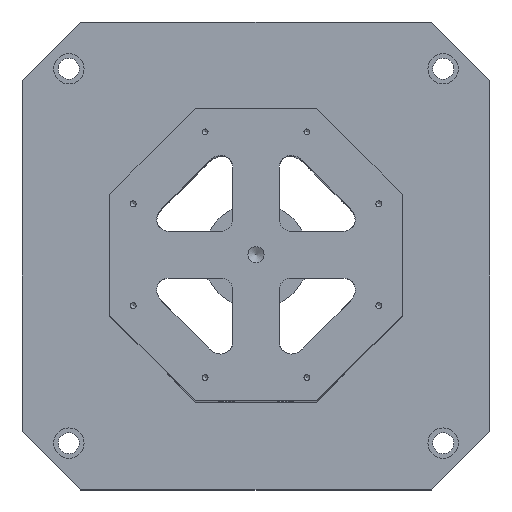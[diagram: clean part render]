
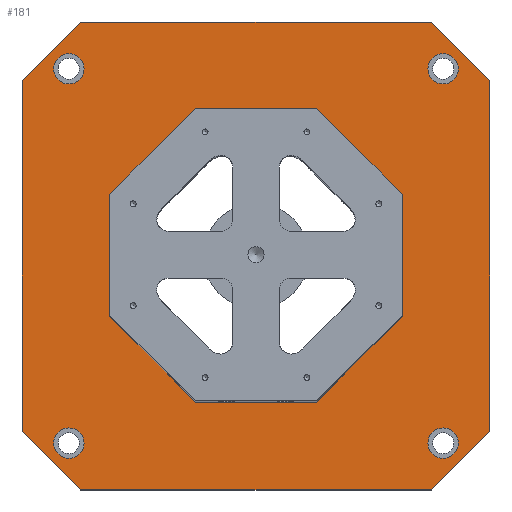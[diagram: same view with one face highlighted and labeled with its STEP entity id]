
A CAD part, top view. The second image highlights one B-rep face of the part: STEP entity #181.
In plain terms, the highlighted planar face has unit normal (0, 0, 1).
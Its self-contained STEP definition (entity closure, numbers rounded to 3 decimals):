
#181 = ADVANCED_FACE( '', ( #1021, #1022, #1023, #1024, #1025, #1026 ), #1027, .T. );
#1021 = FACE_BOUND( '', #2608, .T. );
#1022 = FACE_BOUND( '', #2609, .T. );
#1023 = FACE_BOUND( '', #2610, .T. );
#1024 = FACE_BOUND( '', #2611, .T. );
#1025 = FACE_BOUND( '', #2612, .T. );
#1026 = FACE_OUTER_BOUND( '', #2613, .T. );
#1027 = PLANE( '', #2614 );
#2608 = EDGE_LOOP( '', ( #4981 ) );
#2609 = EDGE_LOOP( '', ( #4982 ) );
#2610 = EDGE_LOOP( '', ( #4983 ) );
#2611 = EDGE_LOOP( '', ( #4984 ) );
#2612 = EDGE_LOOP( '', ( #4985, #4986, #4987, #4988, #4989, #4990, #4991, #4992 ) );
#2613 = EDGE_LOOP( '', ( #4993, #4994, #4995, #4996, #4997, #4998, #4999, #5000 ) );
#2614 = AXIS2_PLACEMENT_3D( '', #5001, #5002, #5003 );
#4981 = ORIENTED_EDGE( '', *, *, #7722, .T. );
#4982 = ORIENTED_EDGE( '', *, *, #7726, .T. );
#4983 = ORIENTED_EDGE( '', *, *, #7730, .T. );
#4984 = ORIENTED_EDGE( '', *, *, #7734, .T. );
#4985 = ORIENTED_EDGE( '', *, *, #8283, .F. );
#4986 = ORIENTED_EDGE( '', *, *, #8259, .F. );
#4987 = ORIENTED_EDGE( '', *, *, #8235, .F. );
#4988 = ORIENTED_EDGE( '', *, *, #8211, .F. );
#4989 = ORIENTED_EDGE( '', *, *, #8187, .F. );
#4990 = ORIENTED_EDGE( '', *, *, #8163, .F. );
#4991 = ORIENTED_EDGE( '', *, *, #8139, .F. );
#4992 = ORIENTED_EDGE( '', *, *, #8116, .F. );
#4993 = ORIENTED_EDGE( '', *, *, #8312, .T. );
#4994 = ORIENTED_EDGE( '', *, *, #8313, .T. );
#4995 = ORIENTED_EDGE( '', *, *, #7931, .T. );
#4996 = ORIENTED_EDGE( '', *, *, #7466, .T. );
#4997 = ORIENTED_EDGE( '', *, *, #8314, .T. );
#4998 = ORIENTED_EDGE( '', *, *, #8315, .T. );
#4999 = ORIENTED_EDGE( '', *, *, #8316, .T. );
#5000 = ORIENTED_EDGE( '', *, *, #8317, .T. );
#5001 = CARTESIAN_POINT( '', ( -200., -200., 50. ) );
#5002 = DIRECTION( '', ( 0., 0., 1. ) );
#5003 = DIRECTION( '', ( 1., 0., 0. ) );
#7466 = EDGE_CURVE( '', #8726, #8727, #8728, .F. );
#7722 = EDGE_CURVE( '', #9178, #9178, #9179, .T. );
#7726 = EDGE_CURVE( '', #9186, #9186, #9187, .T. );
#7730 = EDGE_CURVE( '', #9194, #9194, #9195, .T. );
#7734 = EDGE_CURVE( '', #9202, #9202, #9203, .T. );
#7931 = EDGE_CURVE( '', #9540, #8726, #9541, .T. );
#8116 = EDGE_CURVE( '', #9896, #9898, #9899, .T. );
#8139 = EDGE_CURVE( '', #9898, #9943, #9944, .T. );
#8163 = EDGE_CURVE( '', #9943, #9990, #9991, .T. );
#8187 = EDGE_CURVE( '', #9990, #10037, #10038, .T. );
#8211 = EDGE_CURVE( '', #10037, #10084, #10085, .T. );
#8235 = EDGE_CURVE( '', #10084, #10131, #10132, .T. );
#8259 = EDGE_CURVE( '', #10131, #10178, #10179, .T. );
#8283 = EDGE_CURVE( '', #10178, #9896, #10225, .T. );
#8312 = EDGE_CURVE( '', #10259, #10260, #10261, .T. );
#8313 = EDGE_CURVE( '', #10260, #9540, #10262, .F. );
#8314 = EDGE_CURVE( '', #8727, #10263, #10264, .T. );
#8315 = EDGE_CURVE( '', #10263, #10265, #10266, .F. );
#8316 = EDGE_CURVE( '', #10265, #10267, #10268, .T. );
#8317 = EDGE_CURVE( '', #10267, #10259, #10269, .F. );
#8726 = VERTEX_POINT( '', #10714 );
#8727 = VERTEX_POINT( '', #10715 );
#8728 = LINE( '', #10716, #10717 );
#9178 = VERTEX_POINT( '', #13227 );
#9179 = CIRCLE( '', #13228, 13. );
#9186 = VERTEX_POINT( '', #13235 );
#9187 = CIRCLE( '', #13236, 13. );
#9194 = VERTEX_POINT( '', #13243 );
#9195 = CIRCLE( '', #13244, 13. );
#9202 = VERTEX_POINT( '', #13251 );
#9203 = CIRCLE( '', #13252, 13. );
#9540 = VERTEX_POINT( '', #13703 );
#9541 = LINE( '', #13704, #13705 );
#9896 = VERTEX_POINT( '', #14149 );
#9898 = VERTEX_POINT( '', #14152 );
#9899 = LINE( '', #14153, #14154 );
#9943 = VERTEX_POINT( '', #14199 );
#9944 = LINE( '', #14200, #14201 );
#9990 = VERTEX_POINT( '', #14248 );
#9991 = LINE( '', #14249, #14250 );
#10037 = VERTEX_POINT( '', #14297 );
#10038 = LINE( '', #14298, #14299 );
#10084 = VERTEX_POINT( '', #14346 );
#10085 = LINE( '', #14347, #14348 );
#10131 = VERTEX_POINT( '', #14395 );
#10132 = LINE( '', #14396, #14397 );
#10178 = VERTEX_POINT( '', #14444 );
#10179 = LINE( '', #14445, #14446 );
#10225 = LINE( '', #14493, #14494 );
#10259 = VERTEX_POINT( '', #14534 );
#10260 = VERTEX_POINT( '', #14535 );
#10261 = LINE( '', #14536, #14537 );
#10262 = LINE( '', #14538, #14539 );
#10263 = VERTEX_POINT( '', #14540 );
#10264 = LINE( '', #14541, #14542 );
#10265 = VERTEX_POINT( '', #14543 );
#10266 = LINE( '', #14544, #14545 );
#10267 = VERTEX_POINT( '', #14546 );
#10268 = LINE( '', #14547, #14548 );
#10269 = LINE( '', #14549, #14550 );
#10714 = CARTESIAN_POINT( '', ( -200., -150., 50. ) );
#10715 = CARTESIAN_POINT( '', ( -150., -200., 50. ) );
#10716 = CARTESIAN_POINT( '', ( -175., -175., 50. ) );
#10717 = VECTOR( '', #18366, 1000. );
#13227 = CARTESIAN_POINT( '', ( -160., -173., 50. ) );
#13228 = AXIS2_PLACEMENT_3D( '', #18726, #18727, #18728 );
#13235 = CARTESIAN_POINT( '', ( 160., -173., 50. ) );
#13236 = AXIS2_PLACEMENT_3D( '', #18738, #18739, #18740 );
#13243 = CARTESIAN_POINT( '', ( 160., 147., 50. ) );
#13244 = AXIS2_PLACEMENT_3D( '', #18750, #18751, #18752 );
#13251 = CARTESIAN_POINT( '', ( -160., 147., 50. ) );
#13252 = AXIS2_PLACEMENT_3D( '', #18762, #18763, #18764 );
#13703 = CARTESIAN_POINT( '', ( -200., 150., 50. ) );
#13704 = CARTESIAN_POINT( '', ( -200., 200., 50. ) );
#13705 = VECTOR( '', #19125, 1000. );
#14149 = CARTESIAN_POINT( '', ( -51.777, -125., 50. ) );
#14152 = CARTESIAN_POINT( '', ( 51.777, -125., 50. ) );
#14153 = CARTESIAN_POINT( '', ( -200., -125., 50. ) );
#14154 = VECTOR( '', #19498, 1000. );
#14199 = CARTESIAN_POINT( '', ( 125., -51.777, 50. ) );
#14200 = CARTESIAN_POINT( '', ( -111.612, -288.388, 50. ) );
#14201 = VECTOR( '', #19563, 1000. );
#14248 = CARTESIAN_POINT( '', ( 125., 51.777, 50. ) );
#14249 = CARTESIAN_POINT( '', ( 125., -200., 50. ) );
#14250 = VECTOR( '', #19631, 1000. );
#14297 = CARTESIAN_POINT( '', ( 51.777, 125., 50. ) );
#14298 = CARTESIAN_POINT( '', ( 88.388, 88.388, 50. ) );
#14299 = VECTOR( '', #19699, 1000. );
#14346 = CARTESIAN_POINT( '', ( -51.777, 125., 50. ) );
#14347 = CARTESIAN_POINT( '', ( -200., 125., 50. ) );
#14348 = VECTOR( '', #19767, 1000. );
#14395 = CARTESIAN_POINT( '', ( -125., 51.777, 50. ) );
#14396 = CARTESIAN_POINT( '', ( -288.388, -111.612, 50. ) );
#14397 = VECTOR( '', #19835, 1000. );
#14444 = CARTESIAN_POINT( '', ( -125., -51.777, 50. ) );
#14445 = CARTESIAN_POINT( '', ( -125., -200., 50. ) );
#14446 = VECTOR( '', #19903, 1000. );
#14493 = CARTESIAN_POINT( '', ( -88.388, -88.388, 50. ) );
#14494 = VECTOR( '', #19971, 1000. );
#14534 = CARTESIAN_POINT( '', ( 150., 200., 50. ) );
#14535 = CARTESIAN_POINT( '', ( -150., 200., 50. ) );
#14536 = CARTESIAN_POINT( '', ( 200., 200., 50. ) );
#14537 = VECTOR( '', #20044, 1000. );
#14538 = CARTESIAN_POINT( '', ( -375., -25., 50. ) );
#14539 = VECTOR( '', #20045, 1000. );
#14540 = CARTESIAN_POINT( '', ( 150., -200., 50. ) );
#14541 = CARTESIAN_POINT( '', ( -200., -200., 50. ) );
#14542 = VECTOR( '', #20046, 1000. );
#14543 = CARTESIAN_POINT( '', ( 200., -150., 50. ) );
#14544 = CARTESIAN_POINT( '', ( -25., -375., 50. ) );
#14545 = VECTOR( '', #20047, 1000. );
#14546 = CARTESIAN_POINT( '', ( 200., 150., 50. ) );
#14547 = CARTESIAN_POINT( '', ( 200., -200., 50. ) );
#14548 = VECTOR( '', #20048, 1000. );
#14549 = CARTESIAN_POINT( '', ( 175., 175., 50. ) );
#14550 = VECTOR( '', #20049, 1000. );
#18366 = DIRECTION( '', ( -0.707, 0.707, 0. ) );
#18726 = CARTESIAN_POINT( '', ( -160., -160., 50. ) );
#18727 = DIRECTION( '', ( 0., 0., -1. ) );
#18728 = DIRECTION( '', ( 0., -1., 0. ) );
#18738 = CARTESIAN_POINT( '', ( 160., -160., 50. ) );
#18739 = DIRECTION( '', ( 0., 0., -1. ) );
#18740 = DIRECTION( '', ( 0., -1., 0. ) );
#18750 = CARTESIAN_POINT( '', ( 160., 160., 50. ) );
#18751 = DIRECTION( '', ( 0., 0., -1. ) );
#18752 = DIRECTION( '', ( 0., -1., 0. ) );
#18762 = CARTESIAN_POINT( '', ( -160., 160., 50. ) );
#18763 = DIRECTION( '', ( 0., 0., -1. ) );
#18764 = DIRECTION( '', ( 0., -1., 0. ) );
#19125 = DIRECTION( '', ( 0., -1., 0. ) );
#19498 = DIRECTION( '', ( 1., 0., 0. ) );
#19563 = DIRECTION( '', ( 0.707, 0.707, 0. ) );
#19631 = DIRECTION( '', ( 0., 1., 0. ) );
#19699 = DIRECTION( '', ( -0.707, 0.707, 0. ) );
#19767 = DIRECTION( '', ( -1., 0., 0. ) );
#19835 = DIRECTION( '', ( -0.707, -0.707, 0. ) );
#19903 = DIRECTION( '', ( 0., -1., 0. ) );
#19971 = DIRECTION( '', ( 0.707, -0.707, 0. ) );
#20044 = DIRECTION( '', ( -1., 0., 0. ) );
#20045 = DIRECTION( '', ( 0.707, 0.707, 0. ) );
#20046 = DIRECTION( '', ( 1., 0., 0. ) );
#20047 = DIRECTION( '', ( -0.707, -0.707, 0. ) );
#20048 = DIRECTION( '', ( 0., 1., 0. ) );
#20049 = DIRECTION( '', ( 0.707, -0.707, 0. ) );
